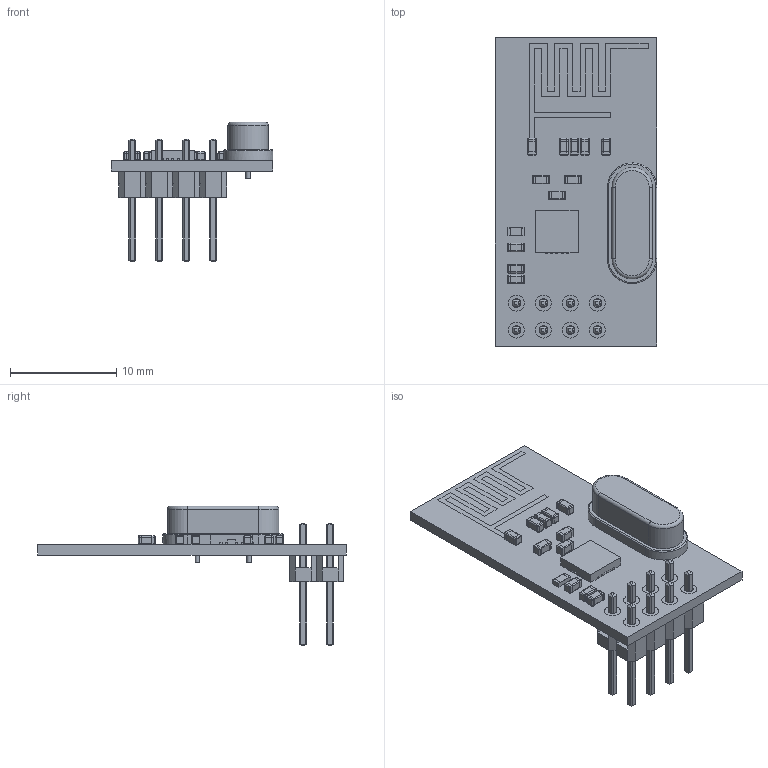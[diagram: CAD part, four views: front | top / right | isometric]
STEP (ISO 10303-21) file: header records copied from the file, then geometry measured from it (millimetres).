
FILE_DESCRIPTION(('FreeCAD Model'),'2;1');
FILE_NAME('Open CASCADE Shape Model','2022-09-09T11:08:46',('Author'),( ''),'Open CASCADE STEP processor 7.6','FreeCAD','Unknown');
FILE_SCHEMA(('AUTOMOTIVE_DESIGN { 1 0 10303 214 1 1 1 1 }'));
Products named in the file (1): NRF24L01_Module
Bounding box: 15.22 x 29 x 13.14 mm (x, y, z)
Volume: 717.7 mm3; surface area: 1583.4 mm2
Topology: 1 solids, 1 shells, 993 faces, 2455 edges, 1387 vertices
Faces by surface type: plane 641, cylinder 260, sphere 88, torus 4
Full cylindrical faces by diameter (mm): 0.43 x2, 0.8 x10
Entity records: 67476 total; most frequent: CARTESIAN_POINT 11682, DIRECTION 9386, LINE 6309, VECTOR 6309, ORIENTED_EDGE 4758, PCURVE 4734, DEFINITIONAL_REPRESENTATION 4734, EDGE_CURVE 2367
